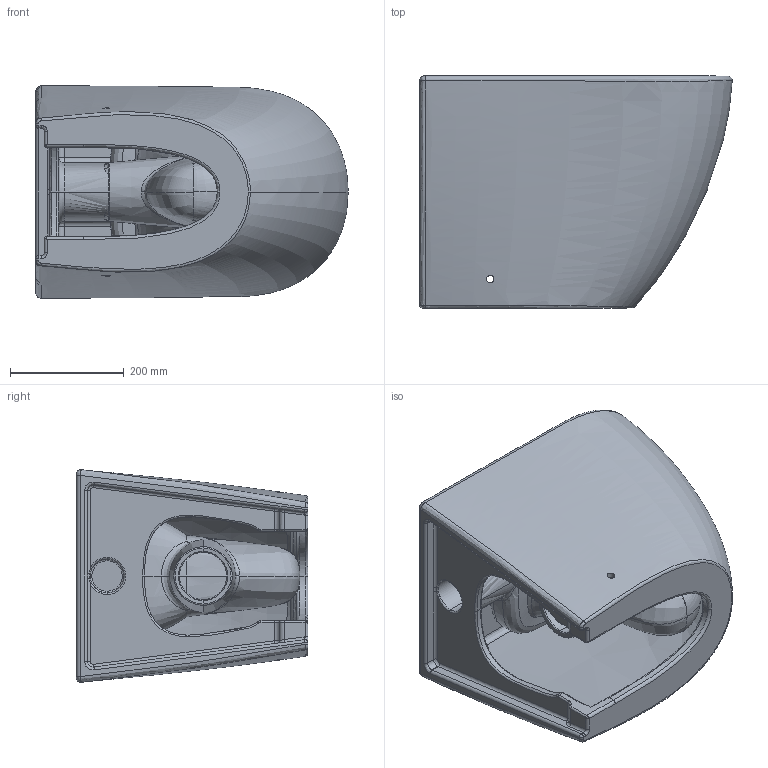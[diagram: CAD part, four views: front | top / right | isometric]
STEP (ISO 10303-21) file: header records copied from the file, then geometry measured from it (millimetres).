
FILE_DESCRIPTION (( 'STEP AP203' ), '1' );
FILE_NAME ('S29R308816.STEP', '2025-03-19T09:02:54', ( '' ), ( '' ), 'SwSTEP 2.0', 'SolidWorks 2021', '' );
FILE_SCHEMA (( 'CONFIG_CONTROL_DESIGN' ));
Length unit declared in the file: millimetre
Products named in the file (1): S29R308816
Bounding box: 549.75 x 408 x 374.07 mm (x, y, z)
Volume: 13665436.6 mm3; surface area: 1986098.4 mm2
Topology: 1 solids, 1 shells, 320 faces, 797 edges, 469 vertices
Faces by surface type: bspline 235, cylinder 48, plane 30, cone 7
Entity records: 165756 total; most frequent: CARTESIAN_POINT 159914, ORIENTED_EDGE 1572, EDGE_CURVE 786, DIRECTION 637, B_SPLINE_CURVE_WITH_KNOTS 472, VERTEX_POINT 469, EDGE_LOOP 331, FACE_OUTER_BOUND 320
